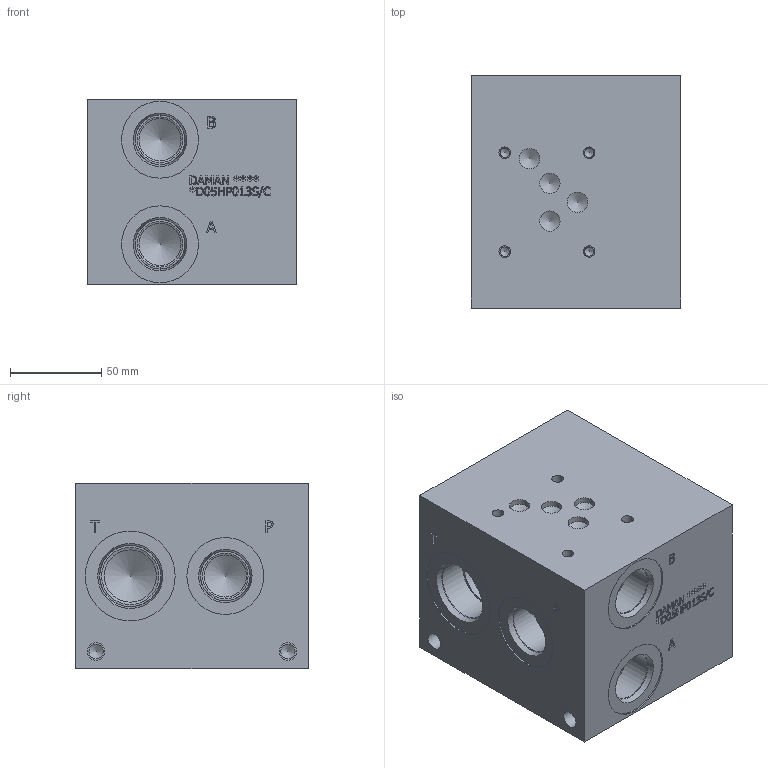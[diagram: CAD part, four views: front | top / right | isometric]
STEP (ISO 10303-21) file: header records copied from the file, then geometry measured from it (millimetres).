
FILE_DESCRIPTION(/* description */ (''),/* implementation_level */ '2;1');
FILE_NAME(/* name */ '_D05HP013S~C.stp',/* time_stamp */ '2020-03-09T14:55:47-04:00',/* author */ ('devonn'),/* organization */ (''),/* preprocessor_version */ 'ST-DEVELOPER v17',/* originating_system */ 'Autodesk Inventor 2019',/* authorisation */ '');
FILE_SCHEMA (('AUTOMOTIVE_DESIGN { 1 0 10303 214 3 1 1 }'));
Length unit declared in the file: millimetre
Products named in the file (1): Part_AD05HP013S~C_3D
Bounding box: 114.3 x 127 x 101.6 mm (x, y, z)
Volume: 1319516.8 mm3; surface area: 103281.8 mm2
Topology: 1 solids, 1 shells, 567 faces, 1548 edges, 1044 vertices
Faces by surface type: plane 324, bspline 143, cylinder 57, cone 43
Full cylindrical faces by diameter (mm): 5.105 x4, 6.35 x4, 7.925 x4, 9.525 x4, 11.113 x2, 11.125 x2, 14.3 x1, 15.9 x1, 20.62 x1, 22.23 x1, 22.54 x1, 23.012 x4, 24.917 x4, 26.99 x2, 27 x2, 27.432 x4, 28.575 x2, 30.16 x1, 31.267 x2, 33.34 x1, 33.35 x1, 33.757 x2, 35.509 x1, 42.037 x4, 49.124 x2
Entity records: 19037 total; most frequent: CARTESIAN_POINT 5000, ORIENTED_EDGE 3058, DIRECTION 2310, EDGE_CURVE 1529, VERTEX_POINT 1044, LINE 1026, VECTOR 1026, EDGE_LOOP 647
